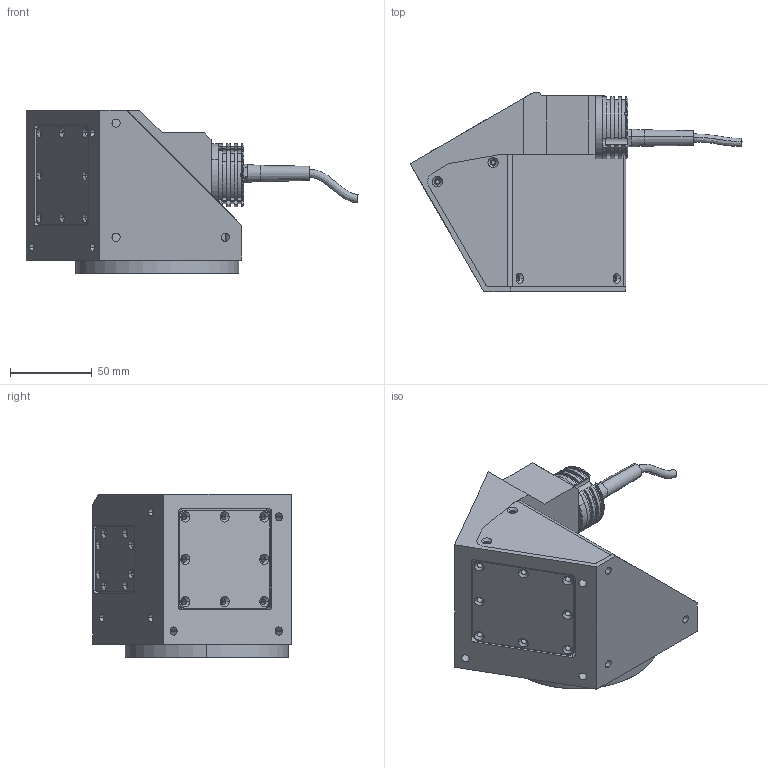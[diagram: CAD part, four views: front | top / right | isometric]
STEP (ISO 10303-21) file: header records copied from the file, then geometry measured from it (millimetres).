
FILE_DESCRIPTION (( 'STEP AP214' ), '1' );
FILE_NAME ('LTCLCR064.STEP', '2015-07-28T09:23:30', ( '' ), ( '' ), 'SwSTEP 2.0', 'SolidWorks 2013', '' );
FILE_SCHEMA (( 'AUTOMOTIVE_DESIGN' ));
Length unit declared in the file: millimetre
Products named in the file (1): LTCLCR064
Bounding box: 203.64 x 122 x 100.5 mm (x, y, z)
Surface area: 84755.8 mm2 (no closed solid volume)
Topology: 0 solids, 18 shells, 362 faces, 1118 edges, 772 vertices
Faces by surface type: cylinder 160, plane 134, cone 60, torus 4, sphere 2, bspline 2
Entity records: 16704 total; most frequent: CARTESIAN_POINT 2445, DIRECTION 2297, ORIENTED_EDGE 1869, EDGE_CURVE 1118, AXIS2_PLACEMENT_3D 832, VERTEX_POINT 772, LINE 633, VECTOR 633
